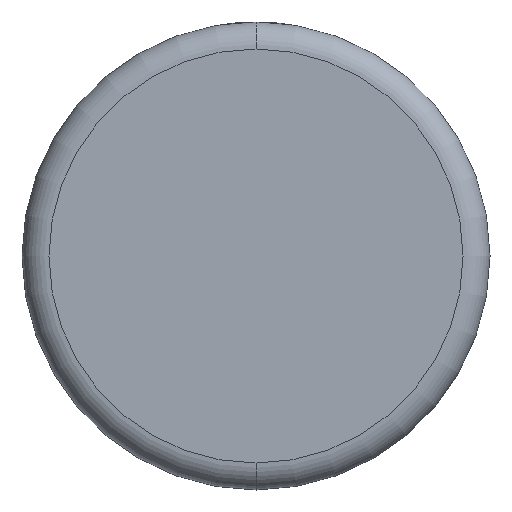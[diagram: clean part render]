
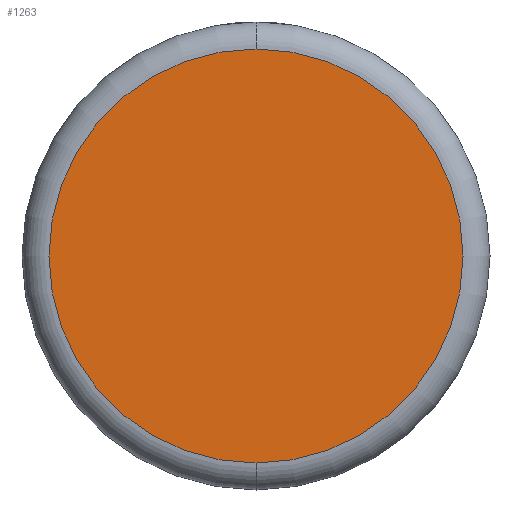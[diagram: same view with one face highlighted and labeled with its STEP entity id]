
A CAD part, front view. The second image highlights one B-rep face of the part: STEP entity #1263.
In plain terms, the highlighted planar face has unit normal (0, -1, 0).
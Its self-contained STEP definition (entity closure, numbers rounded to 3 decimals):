
#31 = PLANE ( 'NONE',  #4030 ) ;
#230 = CARTESIAN_POINT ( 'NONE',  ( 0., 0., 0. ) ) ;
#290 = FACE_OUTER_BOUND ( 'NONE', #2540, .T. ) ;
#382 = CIRCLE ( 'NONE', #3007, 15.926 ) ;
#399 = CARTESIAN_POINT ( 'NONE',  ( 0., 0., 0. ) ) ;
#608 = DIRECTION ( 'NONE',  ( 0., 0., 1. ) ) ;
#1021 = VERTEX_POINT ( 'NONE', #3496 ) ;
#1125 = DIRECTION ( 'NONE',  ( 0., 1., 0. ) ) ;
#1263 = ADVANCED_FACE ( 'NONE', ( #290 ), #31, .F. ) ;
#1312 = VERTEX_POINT ( 'NONE', #4064 ) ;
#1659 = ORIENTED_EDGE ( 'NONE', *, *, #3307, .T. ) ;
#1679 = DIRECTION ( 'NONE',  ( 0., -1., 0. ) ) ;
#1715 = ORIENTED_EDGE ( 'NONE', *, *, #3348, .T. ) ;
#2540 = EDGE_LOOP ( 'NONE', ( #1659, #1715 ) ) ;
#3007 = AXIS2_PLACEMENT_3D ( 'NONE', #230, #3519, #608 ) ;
#3191 = DIRECTION ( 'NONE',  ( 0., 0., 1. ) ) ;
#3307 = EDGE_CURVE ( 'NONE', #1312, #1021, #4246, .T. ) ;
#3348 = EDGE_CURVE ( 'NONE', #1021, #1312, #382, .T. ) ;
#3496 = CARTESIAN_POINT ( 'NONE',  ( 0., 0., -15.926 ) ) ;
#3519 = DIRECTION ( 'NONE',  ( 0., -1., 0. ) ) ;
#4030 = AXIS2_PLACEMENT_3D ( 'NONE', #399, #1125, #4032 ) ;
#4032 = DIRECTION ( 'NONE',  ( 0., 0., 1. ) ) ;
#4064 = CARTESIAN_POINT ( 'NONE',  ( 0., 0., 15.926 ) ) ;
#4232 = AXIS2_PLACEMENT_3D ( 'NONE', #4573, #1679, #3191 ) ;
#4246 = CIRCLE ( 'NONE', #4232, 15.926 ) ;
#4573 = CARTESIAN_POINT ( 'NONE',  ( 0., 0., 0. ) ) ;
